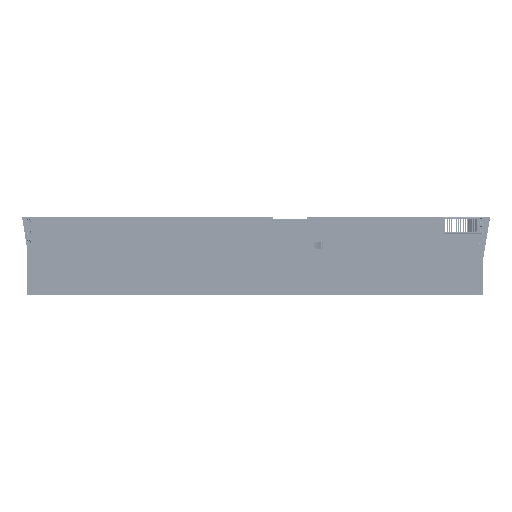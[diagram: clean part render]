
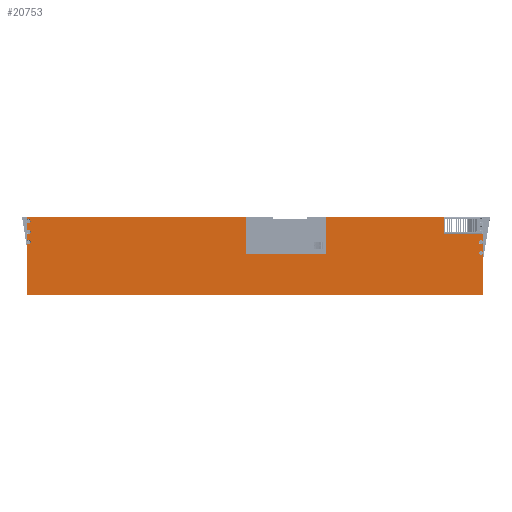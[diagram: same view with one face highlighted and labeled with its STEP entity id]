
A CAD part, top view. The second image highlights one B-rep face of the part: STEP entity #20753.
In plain terms, the highlighted face is planar.
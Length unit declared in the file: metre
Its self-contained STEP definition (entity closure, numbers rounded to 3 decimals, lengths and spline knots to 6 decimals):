
#1521=LINE('',#36985,#3487);
#1525=LINE('',#36998,#3491);
#1526=LINE('',#37008,#3492);
#1527=LINE('',#37065,#3493);
#1528=LINE('',#37066,#3494);
#1529=LINE('',#37067,#3495);
#1533=LINE('',#37075,#3499);
#1534=LINE('',#37077,#3500);
#1544=LINE('',#37110,#3510);
#1547=LINE('',#37116,#3513);
#1548=LINE('',#37119,#3514);
#1549=LINE('',#37121,#3515);
#1550=LINE('',#37122,#3516);
#1551=LINE('',#37124,#3517);
#1552=LINE('',#37126,#3518);
#3487=VECTOR('',#26726,1.);
#3491=VECTOR('',#26730,1.);
#3492=VECTOR('',#26731,1.);
#3493=VECTOR('',#26762,1.);
#3494=VECTOR('',#26763,1.);
#3495=VECTOR('',#26764,1.);
#3499=VECTOR('',#26768,1.);
#3500=VECTOR('',#26771,1.);
#3510=VECTOR('',#26803,1.);
#3513=VECTOR('',#26808,1.);
#3514=VECTOR('',#26813,1.);
#3515=VECTOR('',#26814,1.);
#3516=VECTOR('',#26815,1.);
#3517=VECTOR('',#26816,1.);
#3518=VECTOR('',#26817,1.);
#7877=ORIENTED_EDGE('',*,*,#12237,.F.);
#7878=ORIENTED_EDGE('',*,*,#12284,.T.);
#7879=ORIENTED_EDGE('',*,*,#12244,.F.);
#7880=ORIENTED_EDGE('',*,*,#12248,.F.);
#7881=ORIENTED_EDGE('',*,*,#12242,.F.);
#7882=ORIENTED_EDGE('',*,*,#12246,.F.);
#7883=ORIENTED_EDGE('',*,*,#12285,.F.);
#7884=ORIENTED_EDGE('',*,*,#12286,.F.);
#7885=ORIENTED_EDGE('',*,*,#12283,.T.);
#7886=ORIENTED_EDGE('',*,*,#12287,.F.);
#7887=ORIENTED_EDGE('',*,*,#12288,.F.);
#7888=ORIENTED_EDGE('',*,*,#12289,.F.);
#7889=ORIENTED_EDGE('',*,*,#12280,.T.);
#7890=ORIENTED_EDGE('',*,*,#12260,.T.);
#7891=ORIENTED_EDGE('',*,*,#12255,.F.);
#7892=ORIENTED_EDGE('',*,*,#12259,.T.);
#7893=ORIENTED_EDGE('',*,*,#12252,.F.);
#7894=ORIENTED_EDGE('',*,*,#12258,.T.);
#7895=ORIENTED_EDGE('',*,*,#12249,.F.);
#7896=ORIENTED_EDGE('',*,*,#12264,.T.);
#7897=ORIENTED_EDGE('',*,*,#12265,.T.);
#12237=EDGE_CURVE('',#14742,#14744,#1521,.T.);
#12242=EDGE_CURVE('',#14748,#14749,#1525,.T.);
#12244=EDGE_CURVE('',#14750,#14743,#1526,.T.);
#12246=EDGE_CURVE('',#14751,#14748,#16219,.T.);
#12248=EDGE_CURVE('',#14749,#14750,#16221,.T.);
#12249=EDGE_CURVE('',#14753,#14754,#16222,.T.);
#12252=EDGE_CURVE('',#14756,#14757,#16224,.T.);
#12255=EDGE_CURVE('',#14759,#14760,#16226,.T.);
#12258=EDGE_CURVE('',#14756,#14754,#1527,.T.);
#12259=EDGE_CURVE('',#14759,#14757,#1528,.T.);
#12260=EDGE_CURVE('',#14762,#14760,#1529,.T.);
#12264=EDGE_CURVE('',#14753,#14765,#1533,.T.);
#12265=EDGE_CURVE('',#14765,#14744,#1534,.T.);
#12280=EDGE_CURVE('',#14777,#14762,#1544,.T.);
#12283=EDGE_CURVE('',#14778,#14779,#1547,.T.);
#12284=EDGE_CURVE('',#14742,#14743,#16233,.T.);
#12285=EDGE_CURVE('',#14780,#14751,#1548,.T.);
#12286=EDGE_CURVE('',#14778,#14780,#1549,.T.);
#12287=EDGE_CURVE('',#14781,#14779,#1550,.T.);
#12288=EDGE_CURVE('',#14782,#14781,#1551,.T.);
#12289=EDGE_CURVE('',#14777,#14782,#1552,.T.);
#14742=VERTEX_POINT('',#36983);
#14743=VERTEX_POINT('',#36984);
#14744=VERTEX_POINT('',#36986);
#14748=VERTEX_POINT('',#36997);
#14749=VERTEX_POINT('',#36999);
#14750=VERTEX_POINT('',#37007);
#14751=VERTEX_POINT('',#37019);
#14753=VERTEX_POINT('',#37027);
#14754=VERTEX_POINT('',#37028);
#14756=VERTEX_POINT('',#37040);
#14757=VERTEX_POINT('',#37041);
#14759=VERTEX_POINT('',#37053);
#14760=VERTEX_POINT('',#37054);
#14762=VERTEX_POINT('',#37068);
#14765=VERTEX_POINT('',#37074);
#14777=VERTEX_POINT('',#37109);
#14778=VERTEX_POINT('',#37113);
#14779=VERTEX_POINT('',#37115);
#14780=VERTEX_POINT('',#37120);
#14781=VERTEX_POINT('',#37123);
#14782=VERTEX_POINT('',#37125);
#16219=CIRCLE('',#23155,0.0056);
#16221=CIRCLE('',#23158,0.0056);
#16222=CIRCLE('',#23160,0.0056);
#16224=CIRCLE('',#23163,0.0056);
#16226=CIRCLE('',#23166,0.0056);
#16233=CIRCLE('',#23183,0.005);
#17112=EDGE_LOOP('',(#7877,#7878,#7879,#7880,#7881,#7882,#7883,#7884,#7885,
#7886,#7887,#7888,#7889,#7890,#7891,#7892,#7893,#7894,#7895,#7896,#7897));
#18659=FACE_BOUND('',#17112,.T.);
#19794=PLANE('',#23182);
#20753=ADVANCED_FACE('',(#18659),#19794,.T.);
#23155=AXIS2_PLACEMENT_3D('',#37020,#26734,#26735);
#23158=AXIS2_PLACEMENT_3D('',#37024,#26740,#26741);
#23160=AXIS2_PLACEMENT_3D('',#37026,#26744,#26745);
#23163=AXIS2_PLACEMENT_3D('',#37039,#26750,#26751);
#23166=AXIS2_PLACEMENT_3D('',#37052,#26756,#26757);
#23182=AXIS2_PLACEMENT_3D('',#37117,#26809,#26810);
#23183=AXIS2_PLACEMENT_3D('',#37118,#26811,#26812);
#26726=DIRECTION('',(-1.,0.,0.));
#26730=DIRECTION('',(-1.,0.,0.));
#26731=DIRECTION('',(-1.,0.,0.));
#26734=DIRECTION('',(0.,1.,0.));
#26735=DIRECTION('',(0.,0.,1.));
#26740=DIRECTION('',(0.,1.,0.));
#26741=DIRECTION('',(0.,0.,1.));
#26744=DIRECTION('',(0.,1.,0.));
#26745=DIRECTION('',(0.,0.,1.));
#26750=DIRECTION('',(0.,1.,0.));
#26751=DIRECTION('',(0.,0.,1.));
#26756=DIRECTION('',(0.,1.,0.));
#26757=DIRECTION('',(0.,0.,1.));
#26762=DIRECTION('',(-1.,0.,0.));
#26763=DIRECTION('',(-1.,0.,0.));
#26764=DIRECTION('',(-1.,0.,0.));
#26768=DIRECTION('',(-1.,0.,0.));
#26771=DIRECTION('',(0.,0.,1.));
#26803=DIRECTION('',(0.,0.,-1.));
#26808=DIRECTION('',(0.,0.,-1.));
#26809=DIRECTION('',(0.,1.,0.));
#26810=DIRECTION('',(0.,0.,1.));
#26811=DIRECTION('',(0.,-1.,0.));
#26812=DIRECTION('',(0.,0.,-1.));
#26813=DIRECTION('',(0.,0.,1.));
#26814=DIRECTION('',(-1.,0.,0.));
#26815=DIRECTION('',(1.,0.,0.));
#26816=DIRECTION('',(0.,0.,1.));
#26817=DIRECTION('',(-1.,0.,0.));
#36983=CARTESIAN_POINT('',(0.107454,0.,0.));
#36984=CARTESIAN_POINT('',(0.112375,0.,0.));
#36985=CARTESIAN_POINT('',(0.1016,0.,0.));
#36986=CARTESIAN_POINT('',(0.,0.,0.));
#36997=CARTESIAN_POINT('',(0.161576,0.,0.));
#36998=CARTESIAN_POINT('',(0.1016,0.,0.));
#36999=CARTESIAN_POINT('',(0.141191,0.,0.));
#37007=CARTESIAN_POINT('',(0.134145,0.,0.));
#37008=CARTESIAN_POINT('',(0.1016,0.,0.));
#37019=CARTESIAN_POINT('',(0.1619,0.,-0.008949));
#37020=CARTESIAN_POINT('',(0.1651,0.,-0.004353));
#37024=CARTESIAN_POINT('',(0.137668,0.,-0.004353));
#37026=CARTESIAN_POINT('',(0.137668,0.,-1.189447));
#37027=CARTESIAN_POINT('',(0.134145,0.,-1.1938));
#37028=CARTESIAN_POINT('',(0.141191,0.,-1.1938));
#37039=CARTESIAN_POINT('',(0.1651,0.,-1.189447));
#37040=CARTESIAN_POINT('',(0.161576,0.,-1.1938));
#37041=CARTESIAN_POINT('',(0.168623,0.,-1.1938));
#37052=CARTESIAN_POINT('',(0.192532,0.,-1.189447));
#37053=CARTESIAN_POINT('',(0.189009,0.,-1.1938));
#37054=CARTESIAN_POINT('',(0.196055,0.,-1.1938));
#37065=CARTESIAN_POINT('',(0.1016,0.,-1.1938));
#37066=CARTESIAN_POINT('',(0.1016,0.,-1.1938));
#37067=CARTESIAN_POINT('',(0.1016,0.,-1.1938));
#37068=CARTESIAN_POINT('',(0.2032,0.,-1.1938));
#37074=CARTESIAN_POINT('',(0.,0.,-1.1938));
#37075=CARTESIAN_POINT('',(0.1016,0.,-1.1938));
#37077=CARTESIAN_POINT('',(0.,0.,-0.5969));
#37109=CARTESIAN_POINT('',(0.2032,0.,-0.61896));
#37110=CARTESIAN_POINT('',(0.2032,0.,0.0127));
#37113=CARTESIAN_POINT('',(0.2032,0.,-0.1));
#37115=CARTESIAN_POINT('',(0.2032,0.,-0.41064));
#37116=CARTESIAN_POINT('',(0.2032,0.,0.0127));
#37117=CARTESIAN_POINT('',(0.121679,0.,-0.5969));
#37118=CARTESIAN_POINT('',(0.109914,0.,-0.004353));
#37119=CARTESIAN_POINT('',(0.1619,0.,-0.1));
#37120=CARTESIAN_POINT('',(0.1619,0.,-0.1));
#37121=CARTESIAN_POINT('',(0.1016,0.,-0.1));
#37122=CARTESIAN_POINT('',(0.121679,0.,-0.41064));
#37123=CARTESIAN_POINT('',(0.107802,0.,-0.41064));
#37124=CARTESIAN_POINT('',(0.107802,0.,-0.5969));
#37125=CARTESIAN_POINT('',(0.107802,0.,-0.61896));
#37126=CARTESIAN_POINT('',(0.121679,0.,-0.61896));
